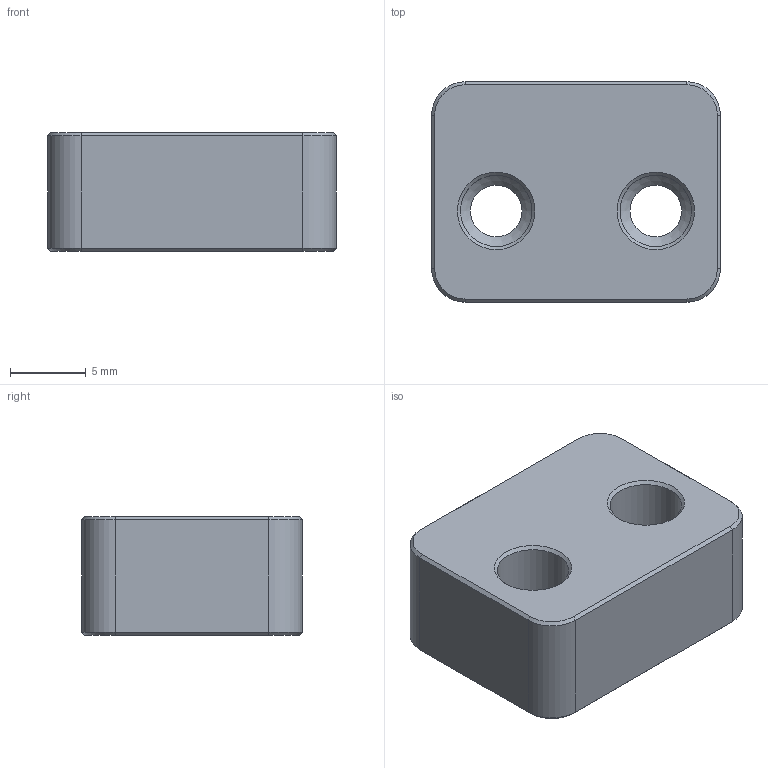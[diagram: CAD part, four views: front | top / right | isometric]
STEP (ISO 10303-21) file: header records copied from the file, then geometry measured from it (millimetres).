
FILE_DESCRIPTION(/* description */ (''),/* implementation_level */ '2;1');
FILE_NAME(/* name */ 'thicker_klicky_bracket v2.step',/* time_stamp */ '2022-05-06T11:53:57+12:00',/* author */ (''),/* organization */ (''),/* preprocessor_version */ 'ST-DEVELOPER v18.1',/* originating_system */ 'Autodesk Translation Framework v10.14.0.1471',/* authorisation */ '');
FILE_SCHEMA (('AUTOMOTIVE_DESIGN { 1 0 10303 214 3 1 1 }'));
Length unit declared in the file: millimetre
Products named in the file (1): thicker_klicky_bracket
Bounding box: 19 x 14.5 x 7.8 mm (x, y, z)
Volume: 1902.5 mm3; surface area: 1169.9 mm2
Topology: 1 solids, 1 shells, 36 faces, 80 edges, 46 vertices
Faces by surface type: cone 14, plane 14, cylinder 8
Full cylindrical faces by diameter (mm): 3.4 x2, 4.7 x2
Entity records: 1019 total; most frequent: DIRECTION 184, CARTESIAN_POINT 163, ORIENTED_EDGE 160, EDGE_CURVE 80, AXIS2_PLACEMENT_3D 67, LINE 50, VECTOR 50, VERTEX_POINT 46
